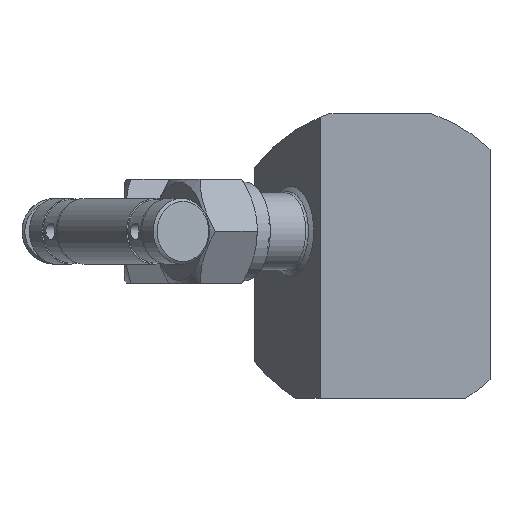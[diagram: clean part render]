
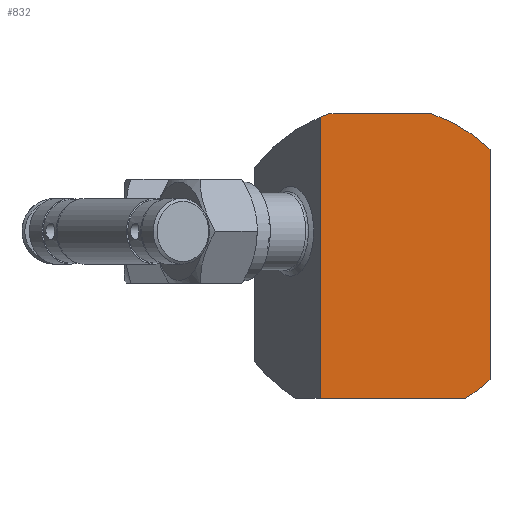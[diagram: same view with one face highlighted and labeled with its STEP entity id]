
A CAD part, left-side view. The second image highlights one B-rep face of the part: STEP entity #832.
In plain terms, the highlighted planar face has unit normal (-1, 0, 0).
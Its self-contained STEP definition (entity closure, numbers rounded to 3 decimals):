
#832=ADVANCED_FACE('',(#1891),#1893,.F.);
#1891=FACE_BOUND('',#1892,.T.);
#1892=EDGE_LOOP('',(#3735,#3736,#3737,#3738,#3739,#3740,#3741));
#1893=PLANE('',#1894);
#1894=AXIS2_PLACEMENT_3D('',#1895,#1896,#1897);
#1895=CARTESIAN_POINT('',(-42.,0.,0.));
#1896=DIRECTION('',(1.,0.,0.));
#1897=DIRECTION('',(0.,0.,-1.));
#3735=ORIENTED_EDGE('',*,*,#4468,.F.);
#3736=ORIENTED_EDGE('',*,*,#4481,.F.);
#3737=ORIENTED_EDGE('',*,*,#4486,.F.);
#3738=ORIENTED_EDGE('',*,*,#4487,.F.);
#3739=ORIENTED_EDGE('',*,*,#4488,.F.);
#3740=ORIENTED_EDGE('',*,*,#4470,.F.);
#3741=ORIENTED_EDGE('',*,*,#4457,.F.);
#4457=EDGE_CURVE('',#4834,#4837,#4838,.T.);
#4468=EDGE_CURVE('',#4855,#4834,#4857,.T.);
#4470=EDGE_CURVE('',#4837,#4860,#4861,.T.);
#4481=EDGE_CURVE('',#4879,#4855,#4880,.T.);
#4486=EDGE_CURVE('',#4888,#4879,#4889,.T.);
#4487=EDGE_CURVE('',#4890,#4888,#4891,.T.);
#4488=EDGE_CURVE('',#4860,#4890,#4892,.T.);
#4834=VERTEX_POINT('',#5498);
#4837=VERTEX_POINT('',#5504);
#4838=CIRCLE('',#5505,29.);
#4855=VERTEX_POINT('',#5547);
#4857=LINE('',#5551,#5552);
#4860=VERTEX_POINT('',#5559);
#4861=LINE('',#5560,#5561);
#4879=VERTEX_POINT('',#5706);
#4880=LINE('',#5707,#5708);
#4888=VERTEX_POINT('',#5727);
#4889=CIRCLE('',#5728,29.);
#4890=VERTEX_POINT('',#5732);
#4891=LINE('',#5733,#5734);
#4892=CIRCLE('',#5736,29.);
#5498=CARTESIAN_POINT('',(-42.,11.,26.833));
#5504=CARTESIAN_POINT('',(-42.,9.206,27.5));
#5505=AXIS2_PLACEMENT_3D('',#5506,#5507,#5508);
#5506=CARTESIAN_POINT('',(-42.,0.,0.));
#5507=DIRECTION('',(1.,0.,0.));
#5508=DIRECTION('',(0.,0.379,0.925));
#5547=CARTESIAN_POINT('',(-42.,11.,-24.5));
#5551=CARTESIAN_POINT('',(-42.,11.,-24.5));
#5552=VECTOR('',#5553,1.);
#5553=DIRECTION('',(0.,0.,1.));
#5559=CARTESIAN_POINT('',(-42.,-9.206,27.5));
#5560=CARTESIAN_POINT('',(-42.,9.206,27.5));
#5561=VECTOR('',#5562,1.);
#5562=DIRECTION('',(0.,-1.,0.));
#5706=CARTESIAN_POINT('',(-42.,-15.516,-24.5));
#5707=CARTESIAN_POINT('',(-42.,-15.516,-24.5));
#5708=VECTOR('',#5709,1.);
#5709=DIRECTION('',(0.,1.,0.));
#5727=CARTESIAN_POINT('',(-42.,-20.,-21.));
#5728=AXIS2_PLACEMENT_3D('',#5729,#5730,#5731);
#5729=CARTESIAN_POINT('',(-42.,0.,0.));
#5730=DIRECTION('',(1.,0.,0.));
#5731=DIRECTION('',(0.,-0.69,-0.724));
#5732=CARTESIAN_POINT('',(-42.,-20.,21.));
#5733=CARTESIAN_POINT('',(-42.,-20.,21.));
#5734=VECTOR('',#5735,1.);
#5735=DIRECTION('',(0.,0.,-1.));
#5736=AXIS2_PLACEMENT_3D('',#5737,#5738,#5739);
#5737=CARTESIAN_POINT('',(-42.,0.,0.));
#5738=DIRECTION('',(1.,0.,0.));
#5739=DIRECTION('',(0.,-0.317,0.948));
